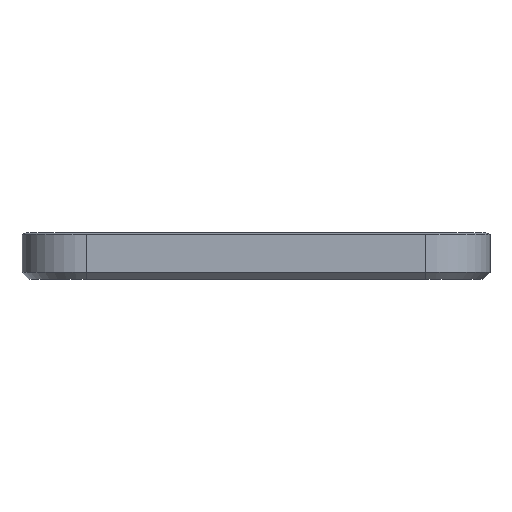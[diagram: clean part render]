
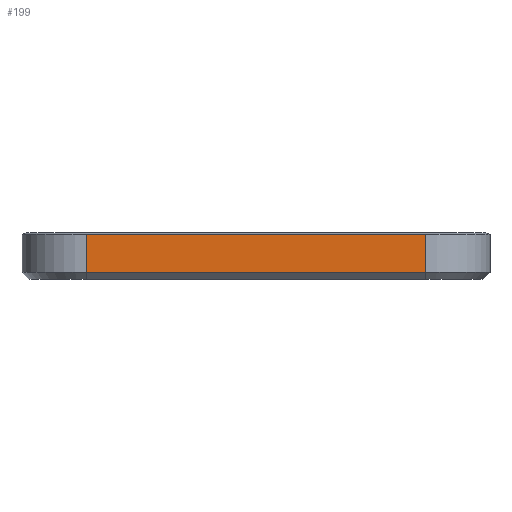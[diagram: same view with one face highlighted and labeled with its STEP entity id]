
A CAD part, left-side view. The second image highlights one B-rep face of the part: STEP entity #199.
In plain terms, the highlighted planar face has unit normal (-1, 0, 0).
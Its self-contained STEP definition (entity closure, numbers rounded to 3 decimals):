
#199=ADVANCED_FACE('NONE',(#470),#471,.F.);
#470=FACE_OUTER_BOUND('',#815,.T.);
#471=PLANE('',#816);
#815=EDGE_LOOP('',(#1391,#1392,#1393,#1394));
#816=AXIS2_PLACEMENT_3D('',#1395,#1396,#1397);
#1391=ORIENTED_EDGE('',*,*,#2211,.T.);
#1392=ORIENTED_EDGE('',*,*,#2212,.T.);
#1393=ORIENTED_EDGE('',*,*,#2213,.T.);
#1394=ORIENTED_EDGE('',*,*,#2214,.T.);
#1395=CARTESIAN_POINT('',(-62.5,-40.0,8.0));
#1396=DIRECTION('',(1.0,0.0,-0.0));
#1397=DIRECTION('',(0.0,0.0,1.0));
#2211=EDGE_CURVE('NONE',#2727,#2728,#2729,.T.);
#2212=EDGE_CURVE('NONE',#2728,#2730,#2731,.T.);
#2213=EDGE_CURVE('NONE',#2730,#2732,#2733,.T.);
#2214=EDGE_CURVE('NONE',#2732,#2727,#2734,.T.);
#2727=VERTEX_POINT('NONE',#3573);
#2728=VERTEX_POINT('NONE',#3574);
#2729=LINE('',#3575,#3576);
#2730=VERTEX_POINT('NONE',#3577);
#2731=LINE('',#3578,#3579);
#2732=VERTEX_POINT('NONE',#3580);
#2733=LINE('',#3581,#3582);
#2734=LINE('',#3583,#3584);
#3573=CARTESIAN_POINT('',(-62.5,-29.0,1.2));
#3574=CARTESIAN_POINT('',(-62.5,-29.0,7.732));
#3575=CARTESIAN_POINT('',(-62.5,-29.0,8.0));
#3576=VECTOR('',#4135,1000.0);
#3577=CARTESIAN_POINT('',(-62.5,29.0,7.732));
#3578=CARTESIAN_POINT('',(-62.5,-40.0,7.732));
#3579=VECTOR('',#4136,1000.0);
#3580=CARTESIAN_POINT('',(-62.5,29.0,1.2));
#3581=CARTESIAN_POINT('',(-62.5,29.0,8.0));
#3582=VECTOR('',#4137,1000.0);
#3583=CARTESIAN_POINT('',(-62.5,-29.0,1.2));
#3584=VECTOR('',#4138,1000.0);
#4135=DIRECTION('',(0.0,0.0,1.0));
#4136=DIRECTION('',(0.0,1.0,0.0));
#4137=DIRECTION('',(0.0,-0.0,-1.0));
#4138=DIRECTION('',(0.0,-1.0,0.0));
